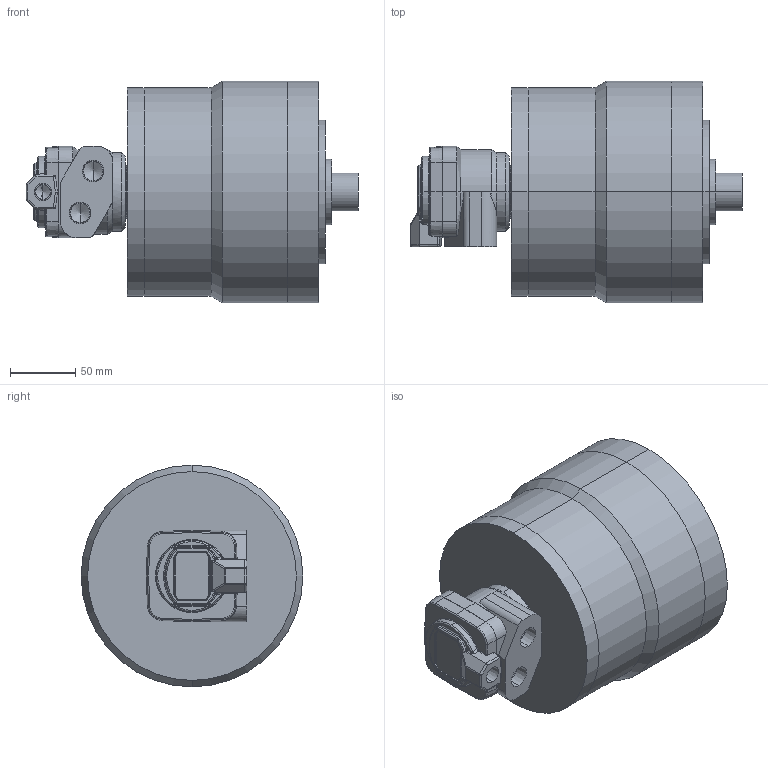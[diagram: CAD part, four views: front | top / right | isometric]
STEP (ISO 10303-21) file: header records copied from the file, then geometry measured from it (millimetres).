
FILE_DESCRIPTION (( 'STEP AP203' ), '1' );
FILE_NAME ('CF-RD-125N.STEP', '2018-08-17T06:28:53', ( '' ), ( '' ), 'SwSTEP 2.0', 'SolidWorks 2016', '' );
FILE_SCHEMA (( 'CONFIG_CONTROL_DESIGN' ));
Length unit declared in the file: millimetre
Products named in the file (8): RK-100閥蓋; CF-RD-120-05000; CF-RD-125N; CF-RD-120N-閥軸; CF-RD-120-02000; CF-RD-120-03000; RK-100閥體; CF-RD-120-04000
Assembly tree (7 placements, depth 2):
  CF-RD-125N
    CF-RD-120N-閥軸
    CF-RD-120-02000
    CF-RD-120-03000
    CF-RD-120-04000
    CF-RD-120-05000
    RK-100閥體
    RK-100閥蓋
Bounding box: 254.5 x 170 x 170 mm (x, y, z)
Volume: 2854853.3 mm3; surface area: 404388.3 mm2
Topology: 7 solids, 7 shells, 375 faces, 868 edges, 527 vertices
Faces by surface type: cylinder 181, plane 92, bspline 43, cone 37, torus 16, sphere 6
Entity records: 12702 total; most frequent: CARTESIAN_POINT 3458, DIRECTION 1813, ORIENTED_EDGE 1704, EDGE_CURVE 852, AXIS2_PLACEMENT_3D 738, VERTEX_POINT 527, EDGE_LOOP 455, CIRCLE 396
